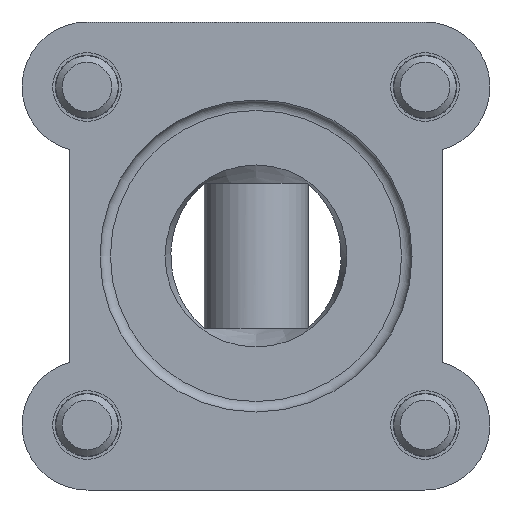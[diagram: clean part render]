
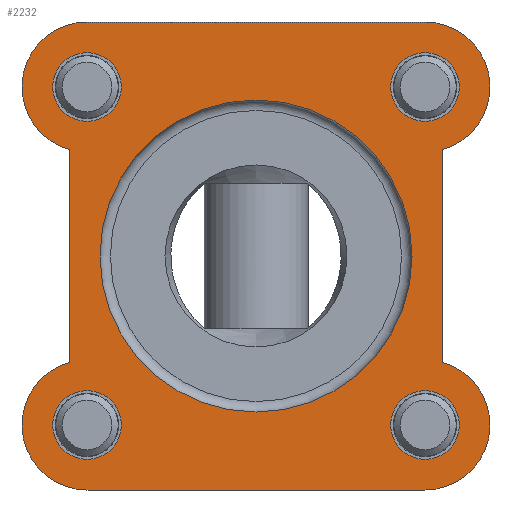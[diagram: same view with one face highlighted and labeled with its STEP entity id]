
A CAD part, front view. The second image highlights one B-rep face of the part: STEP entity #2232.
In plain terms, the highlighted planar face has unit normal (0, -1, 0).
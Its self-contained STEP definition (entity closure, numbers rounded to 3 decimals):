
#191=CIRCLE('',#2453,6.25);
#193=CIRCLE('',#2456,6.25);
#194=CIRCLE('',#2458,6.25);
#195=CIRCLE('',#2460,3.3);
#196=CIRCLE('',#2462,3.3);
#197=CIRCLE('',#2464,3.3);
#199=CIRCLE('',#2467,3.3);
#200=CIRCLE('',#2469,6.25);
#201=CIRCLE('',#2472,15.);
#529=ORIENTED_EDGE('',*,*,#1058,.F.);
#530=ORIENTED_EDGE('',*,*,#1056,.T.);
#531=ORIENTED_EDGE('',*,*,#1054,.T.);
#532=ORIENTED_EDGE('',*,*,#1053,.T.);
#533=ORIENTED_EDGE('',*,*,#1052,.T.);
#534=ORIENTED_EDGE('',*,*,#994,.F.);
#535=ORIENTED_EDGE('',*,*,#1057,.F.);
#536=ORIENTED_EDGE('',*,*,#943,.F.);
#537=ORIENTED_EDGE('',*,*,#1051,.F.);
#538=ORIENTED_EDGE('',*,*,#1002,.F.);
#539=ORIENTED_EDGE('',*,*,#1050,.F.);
#540=ORIENTED_EDGE('',*,*,#935,.F.);
#541=ORIENTED_EDGE('',*,*,#1048,.F.);
#935=EDGE_CURVE('',#1242,#1243,#1450,.T.);
#943=EDGE_CURVE('',#1250,#1251,#1458,.T.);
#994=EDGE_CURVE('',#1284,#1285,#1496,.T.);
#1002=EDGE_CURVE('',#1292,#1293,#1504,.T.);
#1048=EDGE_CURVE('',#1285,#1242,#191,.T.);
#1050=EDGE_CURVE('',#1243,#1292,#193,.T.);
#1051=EDGE_CURVE('',#1293,#1250,#194,.T.);
#1052=EDGE_CURVE('',#1319,#1319,#195,.T.);
#1053=EDGE_CURVE('',#1320,#1320,#196,.T.);
#1054=EDGE_CURVE('',#1321,#1321,#197,.T.);
#1056=EDGE_CURVE('',#1323,#1323,#199,.T.);
#1057=EDGE_CURVE('',#1251,#1284,#200,.T.);
#1058=EDGE_CURVE('',#1324,#1324,#201,.T.);
#1242=VERTEX_POINT('',#3461);
#1243=VERTEX_POINT('',#3463);
#1250=VERTEX_POINT('',#3478);
#1251=VERTEX_POINT('',#3480);
#1284=VERTEX_POINT('',#3576);
#1285=VERTEX_POINT('',#3578);
#1292=VERTEX_POINT('',#3593);
#1293=VERTEX_POINT('',#3595);
#1319=VERTEX_POINT('',#3702);
#1320=VERTEX_POINT('',#3705);
#1321=VERTEX_POINT('',#3708);
#1323=VERTEX_POINT('',#3713);
#1324=VERTEX_POINT('',#3719);
#1450=LINE('',#3462,#1626);
#1458=LINE('',#3479,#1634);
#1496=LINE('',#3577,#1672);
#1504=LINE('',#3594,#1680);
#1626=VECTOR('',#2700,1000.);
#1634=VECTOR('',#2710,1000.);
#1672=VECTOR('',#2800,1000.);
#1680=VECTOR('',#2810,1000.);
#1833=EDGE_LOOP('',(#529));
#1834=EDGE_LOOP('',(#530));
#1835=EDGE_LOOP('',(#531));
#1836=EDGE_LOOP('',(#532));
#1837=EDGE_LOOP('',(#533));
#1838=EDGE_LOOP('',(#534,#535,#536,#537,#538,#539,#540,#541));
#2005=FACE_BOUND('',#1833,.T.);
#2006=FACE_BOUND('',#1834,.T.);
#2007=FACE_BOUND('',#1835,.T.);
#2008=FACE_BOUND('',#1836,.T.);
#2009=FACE_BOUND('',#1837,.T.);
#2010=FACE_BOUND('',#1838,.T.);
#2143=PLANE('',#2471);
#2232=ADVANCED_FACE('',(#2005,#2006,#2007,#2008,#2009,#2010),#2143,.F.);
#2453=AXIS2_PLACEMENT_3D('',#3694,#2906,#2907);
#2456=AXIS2_PLACEMENT_3D('',#3697,#2912,#2913);
#2458=AXIS2_PLACEMENT_3D('',#3699,#2916,#2917);
#2460=AXIS2_PLACEMENT_3D('',#3701,#2920,#2921);
#2462=AXIS2_PLACEMENT_3D('',#3704,#2924,#2925);
#2464=AXIS2_PLACEMENT_3D('',#3707,#2928,#2929);
#2467=AXIS2_PLACEMENT_3D('',#3712,#2934,#2935);
#2469=AXIS2_PLACEMENT_3D('',#3715,#2938,#2939);
#2471=AXIS2_PLACEMENT_3D('',#3717,#2942,#2943);
#2472=AXIS2_PLACEMENT_3D('',#3718,#2944,#2945);
#2700=DIRECTION('',(1.,0.,0.));
#2710=DIRECTION('',(-1.,0.,0.));
#2800=DIRECTION('',(0.,0.,1.));
#2810=DIRECTION('',(0.,0.,-1.));
#2906=DIRECTION('',(0.,1.,0.));
#2907=DIRECTION('',(1.,0.,0.));
#2912=DIRECTION('',(0.,1.,0.));
#2913=DIRECTION('',(1.,0.,0.));
#2916=DIRECTION('',(0.,1.,0.));
#2917=DIRECTION('',(1.,0.,0.));
#2920=DIRECTION('',(0.,1.,0.));
#2921=DIRECTION('',(1.,0.,0.));
#2924=DIRECTION('',(0.,1.,0.));
#2925=DIRECTION('',(1.,0.,0.));
#2928=DIRECTION('',(0.,1.,0.));
#2929=DIRECTION('',(1.,0.,0.));
#2934=DIRECTION('',(0.,1.,0.));
#2935=DIRECTION('',(1.,0.,0.));
#2938=DIRECTION('',(0.,1.,0.));
#2939=DIRECTION('',(1.,0.,0.));
#2942=DIRECTION('',(0.,1.,0.));
#2943=DIRECTION('',(0.,0.,1.));
#2944=DIRECTION('',(0.,-1.,0.));
#2945=DIRECTION('',(0.,0.,-1.));
#3461=CARTESIAN_POINT('',(-16.25,0.,22.5));
#3462=CARTESIAN_POINT('',(-16.25,0.,22.5));
#3463=CARTESIAN_POINT('',(16.25,0.,22.5));
#3478=CARTESIAN_POINT('',(16.25,0.,-22.5));
#3479=CARTESIAN_POINT('',(16.25,0.,-22.5));
#3480=CARTESIAN_POINT('',(-16.25,0.,-22.5));
#3576=CARTESIAN_POINT('',(-17.9,0.,-10.222));
#3577=CARTESIAN_POINT('',(-17.9,0.,-10.222));
#3578=CARTESIAN_POINT('',(-17.9,0.,10.222));
#3593=CARTESIAN_POINT('',(17.9,0.,10.222));
#3594=CARTESIAN_POINT('',(17.9,0.,10.222));
#3595=CARTESIAN_POINT('',(17.9,0.,-10.222));
#3694=CARTESIAN_POINT('',(-16.25,0.,16.25));
#3697=CARTESIAN_POINT('',(16.25,0.,16.25));
#3699=CARTESIAN_POINT('',(16.25,0.,-16.25));
#3701=CARTESIAN_POINT('',(16.25,0.,-16.25));
#3702=CARTESIAN_POINT('',(19.55,0.,-16.25));
#3704=CARTESIAN_POINT('',(16.25,0.,16.25));
#3705=CARTESIAN_POINT('',(19.55,0.,16.25));
#3707=CARTESIAN_POINT('',(-16.25,0.,-16.25));
#3708=CARTESIAN_POINT('',(-12.95,0.,-16.25));
#3712=CARTESIAN_POINT('',(-16.25,0.,16.25));
#3713=CARTESIAN_POINT('',(-12.95,0.,16.25));
#3715=CARTESIAN_POINT('',(-16.25,0.,-16.25));
#3717=CARTESIAN_POINT('',(-16.25,0.,16.25));
#3718=CARTESIAN_POINT('',(0.,0.,0.));
#3719=CARTESIAN_POINT('',(0.,0.,-15.));
